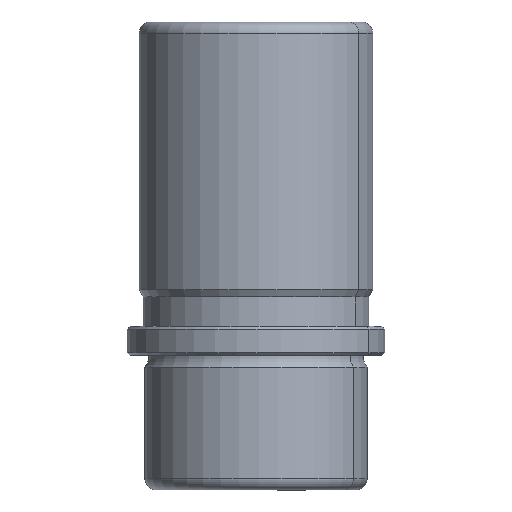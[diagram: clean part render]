
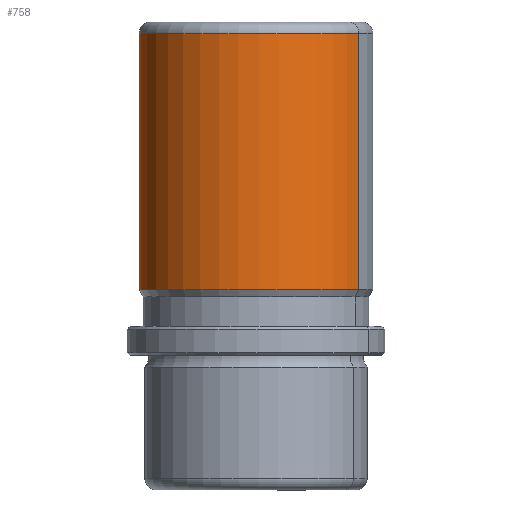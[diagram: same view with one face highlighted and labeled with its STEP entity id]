
A CAD part, front view. The second image highlights one B-rep face of the part: STEP entity #758.
In plain terms, the highlighted cylindrical face has radius 20 mm (diameter 40 mm), a partial arc.
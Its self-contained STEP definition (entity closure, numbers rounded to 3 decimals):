
#694=CARTESIAN_POINT('Vertex',(-17.552,9.589,11.212)) ;
#701=CARTESIAN_POINT('Vertex',(17.552,-9.589,11.212)) ;
#716=CARTESIAN_POINT('Axis2P3D Location',(0.,0.,11.212)) ;
#728=CARTESIAN_POINT('Axis2P3D Location',(0.,0.,17.)) ;
#733=CARTESIAN_POINT('Line Origine',(-17.552,9.589,34.106)) ;
#737=CARTESIAN_POINT('Vertex',(-17.552,9.589,55.)) ;
#740=CARTESIAN_POINT('Line Origine',(17.552,-9.589,34.106)) ;
#744=CARTESIAN_POINT('Vertex',(17.552,-9.589,55.)) ;
#747=CARTESIAN_POINT('Axis2P3D Location',(0.,0.,55.)) ;
#717=DIRECTION('Axis2P3D Direction',(-0.,0.,1.)) ;
#729=DIRECTION('Axis2P3D Direction',(0.,0.,-1.)) ;
#730=DIRECTION('Axis2P3D XDirection',(-0.878,0.479,-0.)) ;
#734=DIRECTION('Vector Direction',(0.,0.,-1.)) ;
#741=DIRECTION('Vector Direction',(0.,0.,-1.)) ;
#748=DIRECTION('Axis2P3D Direction',(0.,0.,-1.)) ;
#718=AXIS2_PLACEMENT_3D('Circle Axis2P3D',#716,#717,$) ;
#731=AXIS2_PLACEMENT_3D('Cylinder Axis2P3D',#728,#729,#730) ;
#749=AXIS2_PLACEMENT_3D('Circle Axis2P3D',#747,#748,$) ;
#753=ORIENTED_EDGE('',*,*,#739,.F.) ;
#754=ORIENTED_EDGE('',*,*,#720,.F.) ;
#755=ORIENTED_EDGE('',*,*,#746,.T.) ;
#756=ORIENTED_EDGE('',*,*,#751,.T.) ;
#735=VECTOR('Line Direction',#734,1.) ;
#742=VECTOR('Line Direction',#741,1.) ;
#758=ADVANCED_FACE('PartBody',(#757),#732,.T.) ;
#719=CIRCLE('generated circle',#718,20.) ;
#750=CIRCLE('generated circle',#749,20.) ;
#732=CYLINDRICAL_SURFACE('generated cylinder',#731,20.) ;
#720=EDGE_CURVE('',#702,#695,#719,.F.) ;
#739=EDGE_CURVE('',#695,#738,#736,.F.) ;
#746=EDGE_CURVE('',#702,#745,#743,.F.) ;
#751=EDGE_CURVE('',#745,#738,#750,.T.) ;
#752=EDGE_LOOP('',(#753,#754,#755,#756)) ;
#757=FACE_OUTER_BOUND('',#752,.T.) ;
#736=LINE('Line',#733,#735) ;
#743=LINE('Line',#740,#742) ;
#695=VERTEX_POINT('',#694) ;
#702=VERTEX_POINT('',#701) ;
#738=VERTEX_POINT('',#737) ;
#745=VERTEX_POINT('',#744) ;
